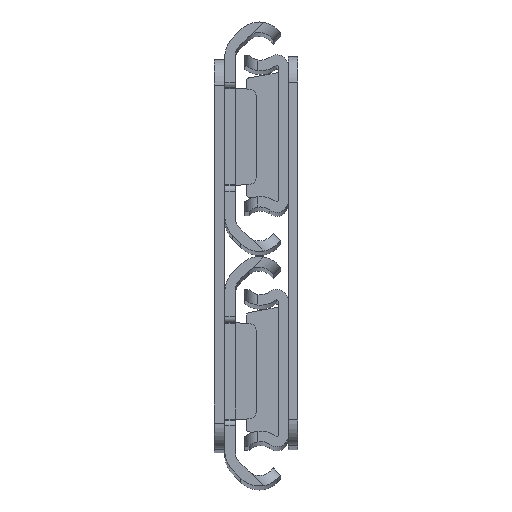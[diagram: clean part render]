
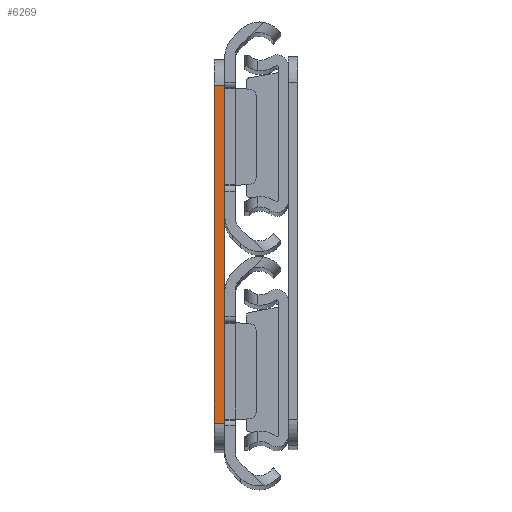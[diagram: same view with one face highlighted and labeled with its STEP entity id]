
A CAD part, top view. The second image highlights one B-rep face of the part: STEP entity #6269.
In plain terms, the highlighted planar face has unit normal (0, 0, 1).
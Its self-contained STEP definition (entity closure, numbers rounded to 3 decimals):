
#185 = VECTOR ( 'NONE', #5254, 1000. ) ;
#215 = VERTEX_POINT ( 'NONE', #5235 ) ;
#283 = VECTOR ( 'NONE', #2698, 1000. ) ;
#410 = VERTEX_POINT ( 'NONE', #1763 ) ;
#728 = VERTEX_POINT ( 'NONE', #1005 ) ;
#1005 = CARTESIAN_POINT ( 'NONE',  ( 0., 26., 0. ) ) ;
#1227 = LINE ( 'NONE', #3654, #185 ) ;
#1478 = EDGE_CURVE ( 'NONE', #6772, #410, #6442, .T. ) ;
#1588 = ORIENTED_EDGE ( 'NONE', *, *, #5680, .F. ) ;
#1763 = CARTESIAN_POINT ( 'NONE',  ( -1.6, -26., 0. ) ) ;
#1949 = PLANE ( 'NONE',  #1978 ) ;
#1978 = AXIS2_PLACEMENT_3D ( 'NONE', #4253, #2618, #6478 ) ;
#2075 = LINE ( 'NONE', #4325, #283 ) ;
#2088 = EDGE_LOOP ( 'NONE', ( #4596, #6158, #1588, #3433 ) ) ;
#2108 = DIRECTION ( 'NONE',  ( 0., -1., 0. ) ) ;
#2618 = DIRECTION ( 'NONE',  ( 0., 0., 1. ) ) ;
#2698 = DIRECTION ( 'NONE',  ( 1., 0., 0. ) ) ;
#3063 = EDGE_CURVE ( 'NONE', #410, #215, #2075, .T. ) ;
#3433 = ORIENTED_EDGE ( 'NONE', *, *, #4656, .T. ) ;
#3654 = CARTESIAN_POINT ( 'NONE',  ( -1.6, 26., 0. ) ) ;
#3799 = LINE ( 'NONE', #5471, #4802 ) ;
#4253 = CARTESIAN_POINT ( 'NONE',  ( -1.6, 0., 0. ) ) ;
#4325 = CARTESIAN_POINT ( 'NONE',  ( -1.6, -26., 0. ) ) ;
#4596 = ORIENTED_EDGE ( 'NONE', *, *, #1478, .T. ) ;
#4656 = EDGE_CURVE ( 'NONE', #728, #6772, #1227, .T. ) ;
#4802 = VECTOR ( 'NONE', #2108, 1000. ) ;
#5235 = CARTESIAN_POINT ( 'NONE',  ( 0., -26., 0. ) ) ;
#5254 = DIRECTION ( 'NONE',  ( -1., 0., 0. ) ) ;
#5336 = FACE_OUTER_BOUND ( 'NONE', #2088, .T. ) ;
#5471 = CARTESIAN_POINT ( 'NONE',  ( 0., 0., 0. ) ) ;
#5572 = CARTESIAN_POINT ( 'NONE',  ( -1.6, 26., 0. ) ) ;
#5680 = EDGE_CURVE ( 'NONE', #728, #215, #3799, .T. ) ;
#5808 = DIRECTION ( 'NONE',  ( 0., -1., 0. ) ) ;
#5935 = VECTOR ( 'NONE', #5808, 1000. ) ;
#6158 = ORIENTED_EDGE ( 'NONE', *, *, #3063, .T. ) ;
#6269 = ADVANCED_FACE ( 'NONE', ( #5336 ), #1949, .T. ) ;
#6442 = LINE ( 'NONE', #6925, #5935 ) ;
#6478 = DIRECTION ( 'NONE',  ( 1., 0., 0. ) ) ;
#6772 = VERTEX_POINT ( 'NONE', #5572 ) ;
#6925 = CARTESIAN_POINT ( 'NONE',  ( -1.6, 0., 0. ) ) ;
